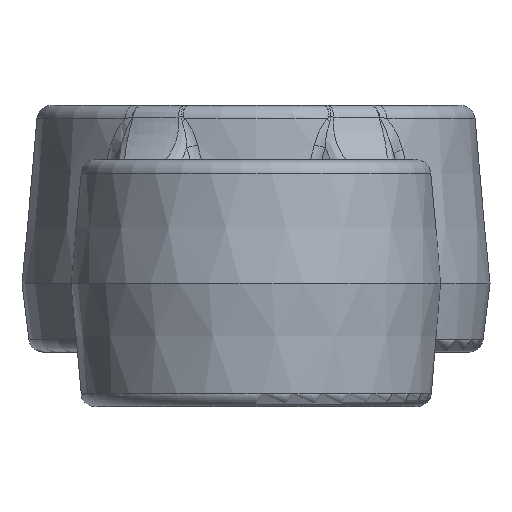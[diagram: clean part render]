
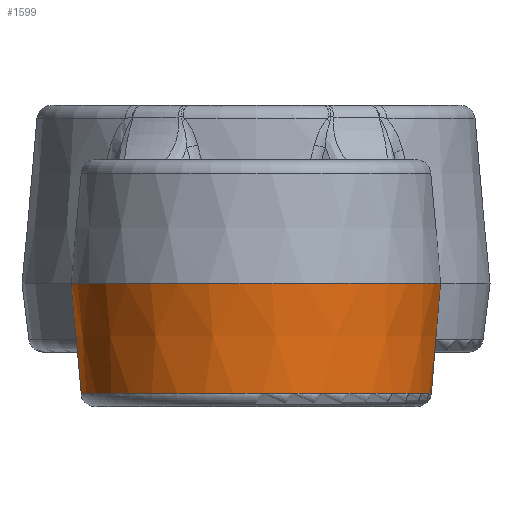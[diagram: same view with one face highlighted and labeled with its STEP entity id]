
A CAD part, front view. The second image highlights one B-rep face of the part: STEP entity #1599.
In plain terms, the highlighted conical face has half-angle 5 degrees and reference radius 25.5 mm.
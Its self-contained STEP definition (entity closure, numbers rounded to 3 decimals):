
#13=ELLIPSE('',#1781,87.688,21.451);
#14=ELLIPSE('',#1783,87.688,21.451);
#148=B_SPLINE_CURVE_WITH_KNOTS('',3,(#3081,#3082,#3083,#3084,#3085,#3086,
#3087,#3088,#3089,#3090),.UNSPECIFIED.,.F.,.F.,(4,2,2,2,4),(0.,0.053,
0.152,0.268,0.269),.UNSPECIFIED.);
#149=B_SPLINE_CURVE_WITH_KNOTS('',3,(#3094,#3095,#3096,#3097,#3098,#3099,
#3100,#3101),.UNSPECIFIED.,.F.,.F.,(4,2,2,4),(-0.001,0.,0.141,
0.233),.UNSPECIFIED.);
#150=B_SPLINE_CURVE_WITH_KNOTS('',3,(#3104,#3105,#3106,#3107,#3108,#3109,
#3110,#3111,#3112,#3113),.UNSPECIFIED.,.F.,.F.,(4,2,2,2,4),(0.,0.014,
0.038,0.096,0.097),.UNSPECIFIED.);
#151=B_SPLINE_CURVE_WITH_KNOTS('',3,(#3114,#3115,#3116,#3117,#3118,#3119,
#3120,#3121,#3122,#3123,#3124,#3125,#3126),.UNSPECIFIED.,.F.,.F.,(4,3,3,
3,4),(0.315,0.336,0.362,0.372,
0.381),.UNSPECIFIED.);
#200=CONICAL_SURFACE('',#1780,25.5,5.);
#252=FACE_BOUND('',#441,.T.);
#313=FACE_OUTER_BOUND('',#440,.T.);
#440=EDGE_LOOP('',(#1233,#1234,#1235,#1236,#1237,#1238,#1239,#1240));
#441=EDGE_LOOP('',(#1241));
#581=CIRCLE('',#1776,25.5);
#582=CIRCLE('',#1779,24.172);
#583=CIRCLE('',#1782,25.165);
#714=VERTEX_POINT('',#3041);
#715=VERTEX_POINT('',#3046);
#717=VERTEX_POINT('',#3074);
#718=VERTEX_POINT('',#3077);
#719=VERTEX_POINT('',#3078);
#720=VERTEX_POINT('',#3080);
#721=VERTEX_POINT('',#3091);
#722=VERTEX_POINT('',#3093);
#723=VERTEX_POINT('',#3102);
#900=EDGE_CURVE('',#715,#714,#581,.T.);
#905=EDGE_CURVE('',#717,#717,#582,.T.);
#906=EDGE_CURVE('',#718,#719,#13,.F.);
#907=EDGE_CURVE('',#720,#719,#148,.F.);
#908=EDGE_CURVE('',#721,#720,#583,.T.);
#909=EDGE_CURVE('',#722,#721,#149,.F.);
#910=EDGE_CURVE('',#722,#723,#14,.T.);
#911=EDGE_CURVE('',#715,#723,#150,.T.);
#912=EDGE_CURVE('',#714,#718,#151,.F.);
#1233=ORIENTED_EDGE('',*,*,#906,.T.);
#1234=ORIENTED_EDGE('',*,*,#907,.F.);
#1235=ORIENTED_EDGE('',*,*,#908,.F.);
#1236=ORIENTED_EDGE('',*,*,#909,.F.);
#1237=ORIENTED_EDGE('',*,*,#910,.T.);
#1238=ORIENTED_EDGE('',*,*,#911,.F.);
#1239=ORIENTED_EDGE('',*,*,#900,.T.);
#1240=ORIENTED_EDGE('',*,*,#912,.T.);
#1241=ORIENTED_EDGE('',*,*,#905,.F.);
#1599=ADVANCED_FACE('',(#313,#252),#200,.T.);
#1776=AXIS2_PLACEMENT_3D('',#3047,#2114,#2115);
#1779=AXIS2_PLACEMENT_3D('',#3075,#2120,#2121);
#1780=AXIS2_PLACEMENT_3D('',#3076,#2122,#2123);
#1781=AXIS2_PLACEMENT_3D('',#3079,#2124,#2125);
#1782=AXIS2_PLACEMENT_3D('',#3092,#2126,#2127);
#1783=AXIS2_PLACEMENT_3D('',#3103,#2128,#2129);
#2114=DIRECTION('center_axis',(0.,0.,-1.));
#2115=DIRECTION('ref_axis',(-1.,0.,0.));
#2120=DIRECTION('center_axis',(0.,0.,-1.));
#2121=DIRECTION('ref_axis',(-1.,0.,0.));
#2122=DIRECTION('center_axis',(0.,0.,1.));
#2123=DIRECTION('ref_axis',(-1.,0.,0.));
#2124=DIRECTION('center_axis',(0.962,0.088,0.259));
#2125=DIRECTION('ref_axis',(0.258,0.024,-0.966));
#2126=DIRECTION('center_axis',(0.,0.,1.));
#2127=DIRECTION('ref_axis',(0.,1.,0.));
#2128=DIRECTION('center_axis',(0.962,-0.088,-0.259));
#2129=DIRECTION('ref_axis',(0.258,-0.024,0.966));
#3041=CARTESIAN_POINT('',(-18.399,17.656,0.));
#3046=CARTESIAN_POINT('',(18.399,17.656,0.));
#3047=CARTESIAN_POINT('Origin',(0.,0.,0.));
#3074=CARTESIAN_POINT('',(24.172,0.,-15.174));
#3075=CARTESIAN_POINT('Origin',(0.,0.,-15.174));
#3076=CARTESIAN_POINT('Origin',(0.,0.,0.));
#3077=CARTESIAN_POINT('',(-17.889,18.244,0.583));
#3078=CARTESIAN_POINT('',(-17.27,18.545,-1.817));
#3079=CARTESIAN_POINT('Origin',(-7.38,-0.674,-32.057));
#3080=CARTESIAN_POINT('',(-15.903,19.503,-3.826));
#3081=CARTESIAN_POINT('Ctrl Pts',(-17.27,18.545,-1.817));
#3082=CARTESIAN_POINT('Ctrl Pts',(-17.227,18.565,-1.987));
#3083=CARTESIAN_POINT('Ctrl Pts',(-17.172,18.596,-2.152));
#3084=CARTESIAN_POINT('Ctrl Pts',(-16.986,18.713,-2.608));
#3085=CARTESIAN_POINT('Ctrl Pts',(-16.831,18.821,-2.876));
#3086=CARTESIAN_POINT('Ctrl Pts',(-16.429,19.114,-3.396));
#3087=CARTESIAN_POINT('Ctrl Pts',(-16.183,19.298,-3.62));
#3088=CARTESIAN_POINT('Ctrl Pts',(-15.909,19.499,-3.822));
#3089=CARTESIAN_POINT('Ctrl Pts',(-15.906,19.501,-3.824));
#3090=CARTESIAN_POINT('Ctrl Pts',(-15.903,19.503,-3.826));
#3091=CARTESIAN_POINT('',(15.903,19.503,-3.826));
#3092=CARTESIAN_POINT('Origin',(0.,0.,-3.826));
#3093=CARTESIAN_POINT('',(17.27,18.545,-1.817));
#3094=CARTESIAN_POINT('Ctrl Pts',(15.903,19.503,-3.826));
#3095=CARTESIAN_POINT('Ctrl Pts',(15.906,19.501,-3.824));
#3096=CARTESIAN_POINT('Ctrl Pts',(15.909,19.499,-3.822));
#3097=CARTESIAN_POINT('Ctrl Pts',(16.238,19.258,-3.581));
#3098=CARTESIAN_POINT('Ctrl Pts',(16.578,19.001,-3.267));
#3099=CARTESIAN_POINT('Ctrl Pts',(17.039,18.677,-2.509));
#3100=CARTESIAN_POINT('Ctrl Pts',(17.178,18.588,-2.175));
#3101=CARTESIAN_POINT('Ctrl Pts',(17.27,18.545,-1.817));
#3102=CARTESIAN_POINT('',(17.889,18.244,0.583));
#3103=CARTESIAN_POINT('Origin',(7.38,-0.674,-32.057));
#3104=CARTESIAN_POINT('Ctrl Pts',(18.399,17.656,0.));
#3105=CARTESIAN_POINT('Ctrl Pts',(18.366,17.691,0.));
#3106=CARTESIAN_POINT('Ctrl Pts',(18.333,17.725,0.01));
#3107=CARTESIAN_POINT('Ctrl Pts',(18.252,17.815,0.053));
#3108=CARTESIAN_POINT('Ctrl Pts',(18.204,17.869,0.097));
#3109=CARTESIAN_POINT('Ctrl Pts',(18.062,18.033,0.258));
#3110=CARTESIAN_POINT('Ctrl Pts',(17.969,18.145,0.422));
#3111=CARTESIAN_POINT('Ctrl Pts',(17.893,18.239,0.575));
#3112=CARTESIAN_POINT('Ctrl Pts',(17.891,18.241,0.579));
#3113=CARTESIAN_POINT('Ctrl Pts',(17.889,18.244,0.583));
#3114=CARTESIAN_POINT('Ctrl Pts',(-17.891,18.245,0.584));
#3115=CARTESIAN_POINT('Ctrl Pts',(-17.934,18.191,0.496));
#3116=CARTESIAN_POINT('Ctrl Pts',(-17.979,18.137,0.413));
#3117=CARTESIAN_POINT('Ctrl Pts',(-18.024,18.082,0.339));
#3118=CARTESIAN_POINT('Ctrl Pts',(-18.081,18.014,0.246));
#3119=CARTESIAN_POINT('Ctrl Pts',(-18.149,17.933,0.151));
#3120=CARTESIAN_POINT('Ctrl Pts',(-18.221,17.85,0.085));
#3121=CARTESIAN_POINT('Ctrl Pts',(-18.25,17.818,0.059));
#3122=CARTESIAN_POINT('Ctrl Pts',(-18.28,17.784,0.037));
#3123=CARTESIAN_POINT('Ctrl Pts',(-18.313,17.748,0.021));
#3124=CARTESIAN_POINT('Ctrl Pts',(-18.34,17.718,0.008));
#3125=CARTESIAN_POINT('Ctrl Pts',(-18.369,17.687,0.));
#3126=CARTESIAN_POINT('Ctrl Pts',(-18.399,17.656,0.));
